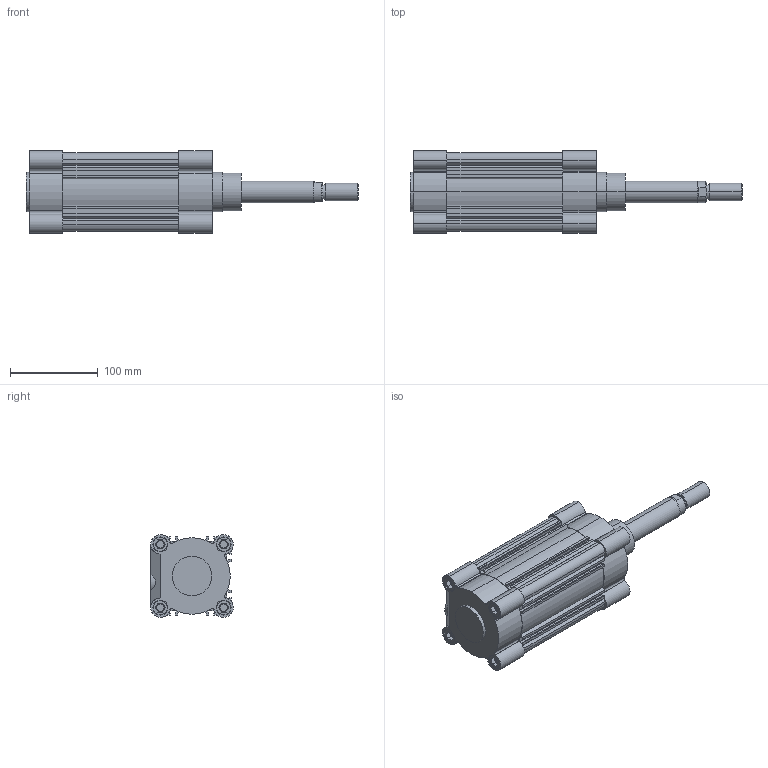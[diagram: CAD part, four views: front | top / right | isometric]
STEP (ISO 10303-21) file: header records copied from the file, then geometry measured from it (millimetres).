
FILE_DESCRIPTION(('HOOPS Exchange Step'),'2;1');
FILE_NAME('export-E462CFCD-9ED7-48AB-8B19-849AD7A46FAE.stp','2021-12-30T17:03:06+01:00',('Engineering'),('Alibre'),'HOOPS Exchange 2021.0','Alibre','Unknown authorisation');
FILE_SCHEMA( ('AP242_MANAGED_MODEL_BASED_3D_ENGINEERING_MIM_LF {1 0 10303 442 1 1 4 }') );
Length unit declared in the file: millimetre
Products named in the file (5): 5746-2 121 A 80 0080 ZP Pneumatic Cilinder ISO15552 Series A; 5746-1 121 A 80 0080 ZP Pneumatic Cilinder ISO15552 Series A; 5746-3 121 A 80 0080 ZP Pneumatic Cilinder ISO15552 Series A; 5746-4 121 A 80 0080 ZP Pneumatic Cilinder ISO15552 Series A; 5746 121 A 80 0080 ZP Pneumatic Cilinder ISO15552 Series A
Assembly tree (4 placements, depth 2):
  5746 121 A 80 0080 ZP Pneumatic Cilinder ISO15552 Series A
    5746-2 121 A 80 0080 ZP Pneumatic Cilinder ISO15552 Series A
    5746-1 121 A 80 0080 ZP Pneumatic Cilinder ISO15552 Series A
    5746-3 121 A 80 0080 ZP Pneumatic Cilinder ISO15552 Series A
    5746-4 121 A 80 0080 ZP Pneumatic Cilinder ISO15552 Series A
Bounding box: 378 x 94 x 94 mm (x, y, z)
Volume: 562865.8 mm3; surface area: 235406.3 mm2
Topology: 2 solids, 237 shells, 413 faces, 1583 edges, 1365 vertices
Faces by surface type: plane 236, cylinder 149, cone 28
Entity records: 18009 total; most frequent: CARTESIAN_POINT 3382, DIRECTION 3043, ORIENTED_EDGE 2021, EDGE_CURVE 1579, VERTEX_POINT 1365, AXIS2_PLACEMENT_3D 1042, VECTOR 959, LINE 959
